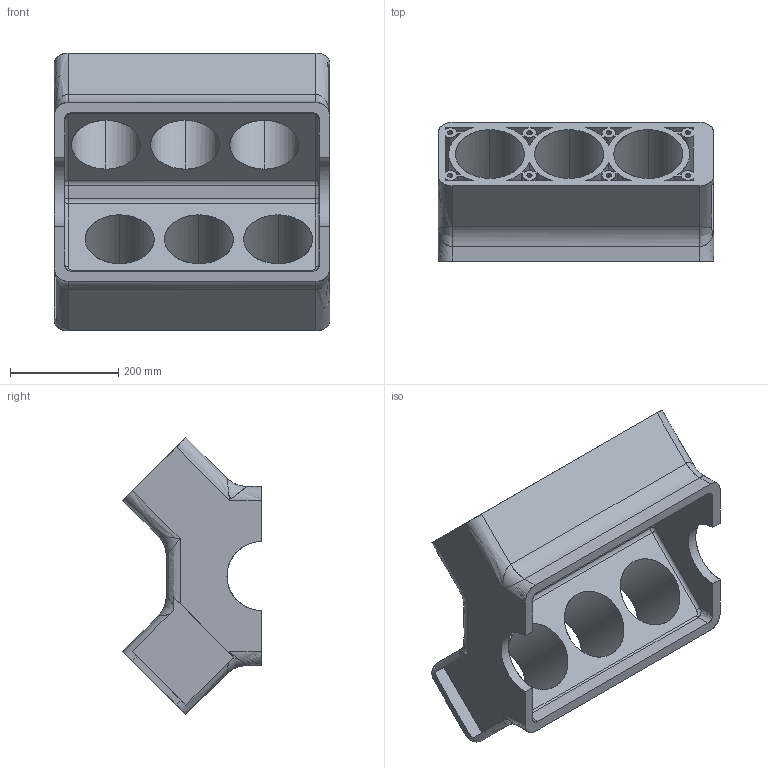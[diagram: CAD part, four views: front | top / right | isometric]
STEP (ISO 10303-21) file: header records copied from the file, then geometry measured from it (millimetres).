
FILE_DESCRIPTION(('FreeCAD Model'),'2;1');
FILE_NAME('Open CASCADE Shape Model','2025-04-17T06:58:53',('FreeCAD'),( 'FreeCAD'),'Open CASCADE STEP processor 7.6','FreeCAD','Unknown');
FILE_SCHEMA(('AUTOMOTIVE_DESIGN { 1 0 10303 214 1 1 1 1 }'));
Products named in the file (1): Open CASCADE STEP translator 7.6 1
Bounding box: 507.99 x 255.93 x 511.87 mm (x, y, z)
Surface area: 1757971.7 mm2 (no closed solid volume)
Topology: 0 solids, 380 shells, 380 faces, 5484 edges, 5478 vertices
Faces by surface type: bspline 380
Entity records: 49976 total; most frequent: CARTESIAN_POINT 26211, ORIENTED_EDGE 5478, EDGE_CURVE 5478, VERTEX_POINT 5478, B_SPLINE_CURVE_WITH_KNOTS 5096, FACE_BOUND 444, EDGE_LOOP 444, SHELL_BASED_SURFACE_MODEL 380
